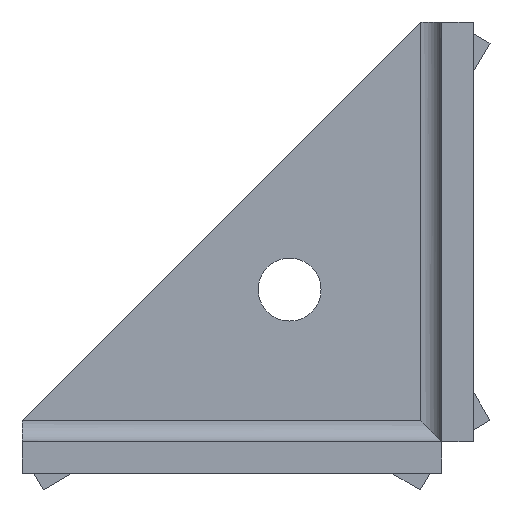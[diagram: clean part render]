
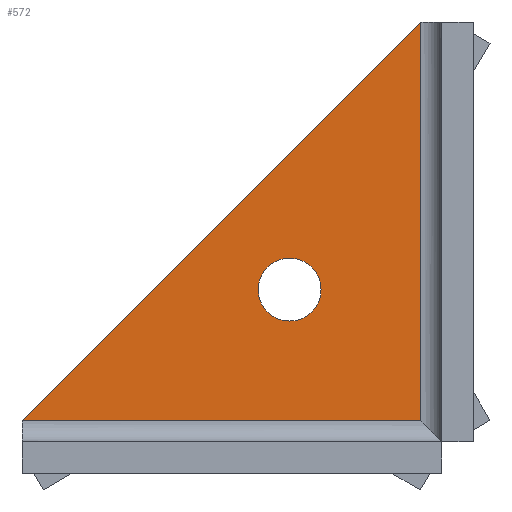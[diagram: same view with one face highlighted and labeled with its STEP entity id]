
A CAD part, front view. The second image highlights one B-rep face of the part: STEP entity #572.
In plain terms, the highlighted planar face has unit normal (0, -1, 0).
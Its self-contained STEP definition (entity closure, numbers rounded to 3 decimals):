
#37 = CARTESIAN_POINT ( 'NONE',  ( 16.5, 12., 43. ) ) ;
#92 = CARTESIAN_POINT ( 'NONE',  ( -21.5, 12., 5. ) ) ;
#167 = DIRECTION ( 'NONE',  ( 0., 0., 1. ) ) ;
#217 = FACE_OUTER_BOUND ( 'NONE', #2238, .T. ) ;
#437 = VERTEX_POINT ( 'NONE', #1910 ) ;
#457 = EDGE_CURVE ( 'NONE', #1017, #1344, #2101, .T. ) ;
#572 = ADVANCED_FACE ( 'NONE', ( #2908, #217 ), #1311, .T. ) ;
#601 = DIRECTION ( 'NONE',  ( 0., -1., 0. ) ) ;
#626 = ORIENTED_EDGE ( 'NONE', *, *, #1859, .T. ) ;
#782 = AXIS2_PLACEMENT_3D ( 'NONE', #1793, #1785, #1774 ) ;
#866 = LINE ( 'NONE', #92, #1469 ) ;
#919 = DIRECTION ( 'NONE',  ( 1., 0., 0. ) ) ;
#1017 = VERTEX_POINT ( 'NONE', #1557 ) ;
#1274 = DIRECTION ( 'NONE',  ( 0., 0., -1. ) ) ;
#1277 = DIRECTION ( 'NONE',  ( 0., -1., 0. ) ) ;
#1302 = CARTESIAN_POINT ( 'NONE',  ( -21.5, 12., 5. ) ) ;
#1309 = CARTESIAN_POINT ( 'NONE',  ( -21.5, 12., 43. ) ) ;
#1311 = PLANE ( 'NONE',  #1453 ) ;
#1344 = VERTEX_POINT ( 'NONE', #3046 ) ;
#1453 = AXIS2_PLACEMENT_3D ( 'NONE', #1309, #1277, #1274 ) ;
#1469 = VECTOR ( 'NONE', #919, 1000. ) ;
#1557 = CARTESIAN_POINT ( 'NONE',  ( 4., 12., 14.5 ) ) ;
#1591 = CARTESIAN_POINT ( 'NONE',  ( -2.5, 12., 24. ) ) ;
#1774 = DIRECTION ( 'NONE',  ( 0., 0., -1. ) ) ;
#1785 = DIRECTION ( 'NONE',  ( 0., -1., 0. ) ) ;
#1793 = CARTESIAN_POINT ( 'NONE',  ( 4., 12., 17.5 ) ) ;
#1844 = LINE ( 'NONE', #1591, #2349 ) ;
#1859 = EDGE_CURVE ( 'NONE', #437, #3164, #2087, .T. ) ;
#1910 = CARTESIAN_POINT ( 'NONE',  ( 16.5, 12., 5. ) ) ;
#2087 = LINE ( 'NONE', #37, #2817 ) ;
#2089 = AXIS2_PLACEMENT_3D ( 'NONE', #2144, #601, #2394 ) ;
#2101 = CIRCLE ( 'NONE', #782, 3. ) ;
#2144 = CARTESIAN_POINT ( 'NONE',  ( 4., 12., 17.5 ) ) ;
#2207 = EDGE_CURVE ( 'NONE', #1344, #1017, #3006, .T. ) ;
#2238 = EDGE_LOOP ( 'NONE', ( #626, #2655, #3302 ) ) ;
#2292 = EDGE_CURVE ( 'NONE', #2720, #437, #866, .T. ) ;
#2349 = VECTOR ( 'NONE', #3321, 1000. ) ;
#2394 = DIRECTION ( 'NONE',  ( 0., 0., -1. ) ) ;
#2395 = EDGE_LOOP ( 'NONE', ( #2574, #3229 ) ) ;
#2574 = ORIENTED_EDGE ( 'NONE', *, *, #457, .F. ) ;
#2655 = ORIENTED_EDGE ( 'NONE', *, *, #2812, .T. ) ;
#2720 = VERTEX_POINT ( 'NONE', #1302 ) ;
#2812 = EDGE_CURVE ( 'NONE', #3164, #2720, #1844, .T. ) ;
#2817 = VECTOR ( 'NONE', #167, 1000. ) ;
#2894 = CARTESIAN_POINT ( 'NONE',  ( 16.5, 12., 43. ) ) ;
#2908 = FACE_BOUND ( 'NONE', #2395, .T. ) ;
#3006 = CIRCLE ( 'NONE', #2089, 3. ) ;
#3046 = CARTESIAN_POINT ( 'NONE',  ( 4., 12., 20.5 ) ) ;
#3164 = VERTEX_POINT ( 'NONE', #2894 ) ;
#3229 = ORIENTED_EDGE ( 'NONE', *, *, #2207, .F. ) ;
#3302 = ORIENTED_EDGE ( 'NONE', *, *, #2292, .T. ) ;
#3321 = DIRECTION ( 'NONE',  ( -0.707, 0., -0.707 ) ) ;
